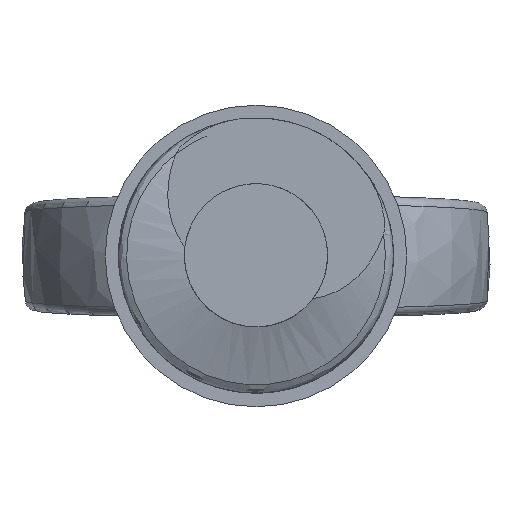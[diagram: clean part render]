
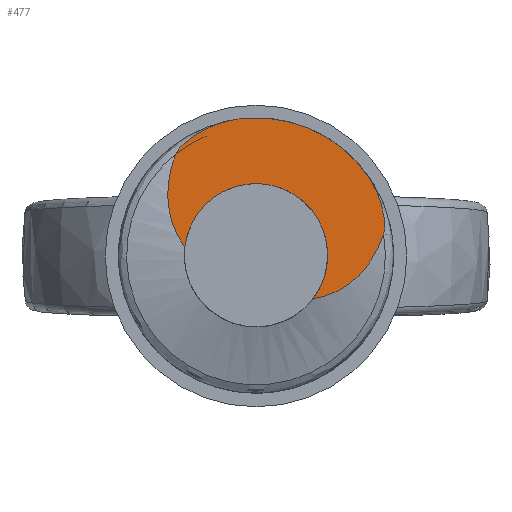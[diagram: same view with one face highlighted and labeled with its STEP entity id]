
A CAD part, top view. The second image highlights one B-rep face of the part: STEP entity #477.
In plain terms, the highlighted planar face has unit normal (0, 0, 1).
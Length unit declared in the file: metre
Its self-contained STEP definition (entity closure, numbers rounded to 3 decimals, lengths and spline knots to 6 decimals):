
#21=PLANE('',#532);
#35=CIRCLE('',#517,0.00365);
#45=CIRCLE('',#529,0.0019);
#124=ORIENTED_EDGE('',*,*,#245,.F.);
#125=ORIENTED_EDGE('',*,*,#222,.F.);
#126=ORIENTED_EDGE('',*,*,#251,.F.);
#127=ORIENTED_EDGE('',*,*,#227,.T.);
#128=ORIENTED_EDGE('',*,*,#249,.F.);
#129=ORIENTED_EDGE('',*,*,#216,.F.);
#216=EDGE_CURVE('',#284,#285,#332,.T.);
#222=EDGE_CURVE('',#290,#291,#335,.T.);
#227=EDGE_CURVE('',#292,#295,#35,.T.);
#245=EDGE_CURVE('',#291,#284,#45,.T.);
#249=EDGE_CURVE('',#285,#295,#345,.T.);
#251=EDGE_CURVE('',#292,#290,#347,.T.);
#284=VERTEX_POINT('',#884);
#285=VERTEX_POINT('',#889);
#290=VERTEX_POINT('',#1159);
#291=VERTEX_POINT('',#1165);
#292=VERTEX_POINT('',#1289);
#295=VERTEX_POINT('',#1354);
#332=B_SPLINE_CURVE_WITH_KNOTS('',3,(#885,#886,#887,#888),.UNSPECIFIED.,
 .F.,.F.,(4,4),(0.,0.0026),.UNSPECIFIED.);
#335=B_SPLINE_CURVE_WITH_KNOTS('',3,(#1160,#1161,#1162,#1163,#1164),
 .UNSPECIFIED.,.F.,.F.,(4,1,4),(0.,0.001331,
0.002663),.UNSPECIFIED.);
#345=B_SPLINE_CURVE_WITH_KNOTS('',3,(#1658,#1659,#1660,#1661,#1662,#1663),
 .UNSPECIFIED.,.F.,.F.,(4,1,1,4),(0.,0.000554,0.001108,
0.002215),.UNSPECIFIED.);
#347=B_SPLINE_CURVE_WITH_KNOTS('',3,(#1778,#1779,#1780,#1781,#1782,#1783),
 .UNSPECIFIED.,.F.,.F.,(4,1,1,4),(0.,0.001051,
0.001577,0.002103),.UNSPECIFIED.);
#371=EDGE_LOOP('',(#124,#125,#126,#127,#128,#129));
#421=FACE_BOUND('',#371,.T.);
#477=ADVANCED_FACE('',(#421),#21,.T.);
#517=AXIS2_PLACEMENT_3D('',#1355,#575,#576);
#529=AXIS2_PLACEMENT_3D('',#1540,#599,#600);
#532=AXIS2_PLACEMENT_3D('',#1784,#605,#606);
#575=DIRECTION('',(0.,0.,1.));
#576=DIRECTION('',(1.,0.,0.));
#599=DIRECTION('',(0.,0.,1.));
#600=DIRECTION('',(1.,0.,0.));
#605=DIRECTION('',(0.,0.,1.));
#606=DIRECTION('',(1.,0.,0.));
#884=CARTESIAN_POINT('',(-0.001887,0.00022,0.0078));
#885=CARTESIAN_POINT('',(-0.001887,0.00022,0.0078));
#886=CARTESIAN_POINT('',(-0.00242,0.00092,0.0078));
#887=CARTESIAN_POINT('',(-0.002469,0.0019,0.0078));
#888=CARTESIAN_POINT('',(-0.002116,0.002704,0.0078));
#889=CARTESIAN_POINT('',(-0.002116,0.002704,0.0078));
#1159=CARTESIAN_POINT('',(0.003386,0.000567,0.0078));
#1160=CARTESIAN_POINT('',(0.003386,0.000567,0.0078));
#1161=CARTESIAN_POINT('',(0.003241,0.000144,0.0078));
#1162=CARTESIAN_POINT('',(0.002801,-0.00066,0.0078));
#1163=CARTESIAN_POINT('',(0.001966,-0.001087,0.0078));
#1164=CARTESIAN_POINT('',(0.001519,-0.001142,0.0078));
#1165=CARTESIAN_POINT('',(0.001519,-0.001142,0.0078));
#1289=CARTESIAN_POINT('',(0.002683,0.002474,0.0078));
#1354=CARTESIAN_POINT('',(-0.000206,0.003644,0.0078));
#1355=CARTESIAN_POINT('',(0.,0.,0.0078));
#1540=CARTESIAN_POINT('',(0.,0.,0.0078));
#1658=CARTESIAN_POINT('',(-0.002116,0.002704,0.0078));
#1659=CARTESIAN_POINT('',(-0.00204,0.002876,0.0078));
#1660=CARTESIAN_POINT('',(-0.001744,0.003116,0.0078));
#1661=CARTESIAN_POINT('',(-0.001119,0.003494,0.0078));
#1662=CARTESIAN_POINT('',(-0.000574,0.003623,0.0078));
#1663=CARTESIAN_POINT('',(-0.000206,0.003644,0.0078));
#1778=CARTESIAN_POINT('',(0.002683,0.002474,0.0078));
#1779=CARTESIAN_POINT('',(0.002922,0.002216,0.0078));
#1780=CARTESIAN_POINT('',(0.003214,0.001767,0.0078));
#1781=CARTESIAN_POINT('',(0.0034,0.001097,0.0078));
#1782=CARTESIAN_POINT('',(0.003445,0.000736,0.0078));
#1783=CARTESIAN_POINT('',(0.003386,0.000567,0.0078));
#1784=CARTESIAN_POINT('',(0.,0.,0.0078));
